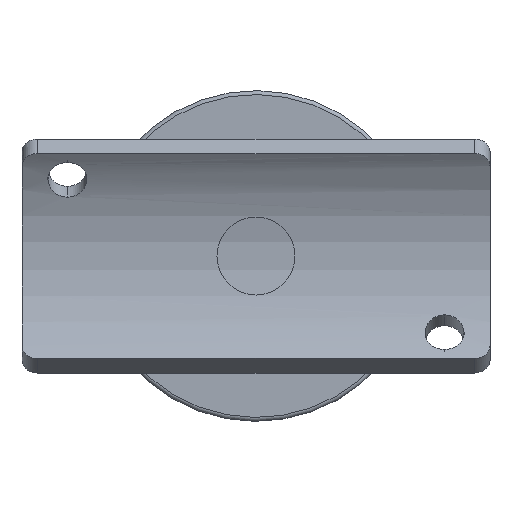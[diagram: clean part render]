
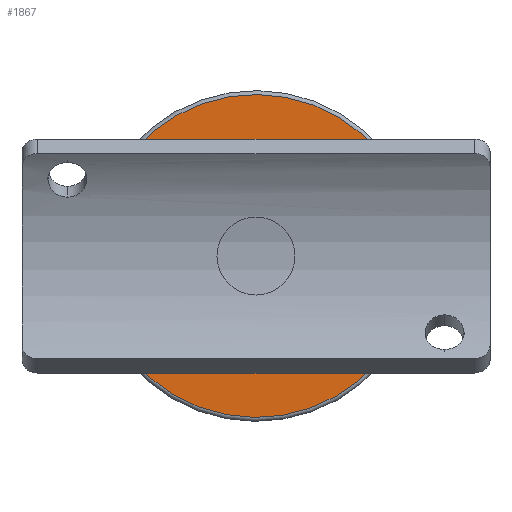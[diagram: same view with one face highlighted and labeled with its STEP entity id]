
A CAD part, left-side view. The second image highlights one B-rep face of the part: STEP entity #1867.
In plain terms, the highlighted face is planar.
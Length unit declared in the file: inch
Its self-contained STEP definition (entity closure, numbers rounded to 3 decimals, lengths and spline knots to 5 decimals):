
#20 = CARTESIAN_POINT ( 'NONE',  ( 0., 0.46396, 0.19685 ) ) ;
#96 = EDGE_CURVE ( 'NONE', #339, #1250, #1676, .T. ) ;
#119 = EDGE_CURVE ( 'NONE', #923, #1437, #435, .T. ) ;
#149 = ORIENTED_EDGE ( 'NONE', *, *, #853, .F. ) ;
#185 = EDGE_LOOP ( 'NONE', ( #1168, #456 ) ) ;
#233 = CARTESIAN_POINT ( 'NONE',  ( 0., 0.46396, -0.19685 ) ) ;
#256 = DIRECTION ( 'NONE',  ( 0., 0., 1. ) ) ;
#264 = PLANE ( 'NONE',  #463 ) ;
#301 = CARTESIAN_POINT ( 'NONE',  ( 0., 0.46396, 0. ) ) ;
#339 = VERTEX_POINT ( 'NONE', #233 ) ;
#415 = CARTESIAN_POINT ( 'NONE',  ( 0., 0.46396, 0. ) ) ;
#431 = DIRECTION ( 'NONE',  ( 0., 1., 0. ) ) ;
#435 = CIRCLE ( 'NONE', #1088, 0.81496 ) ;
#456 = ORIENTED_EDGE ( 'NONE', *, *, #119, .T. ) ;
#463 = AXIS2_PLACEMENT_3D ( 'NONE', #774, #1435, #2093 ) ;
#675 = AXIS2_PLACEMENT_3D ( 'NONE', #1310, #1623, #1967 ) ;
#744 = CIRCLE ( 'NONE', #846, 0.19685 ) ;
#774 = CARTESIAN_POINT ( 'NONE',  ( -0.19685, 0.46396, 0. ) ) ;
#846 = AXIS2_PLACEMENT_3D ( 'NONE', #415, #1074, #1214 ) ;
#853 = EDGE_CURVE ( 'NONE', #1250, #339, #744, .T. ) ;
#923 = VERTEX_POINT ( 'NONE', #1294 ) ;
#962 = DIRECTION ( 'NONE',  ( 0., 0., 1. ) ) ;
#1074 = DIRECTION ( 'NONE',  ( 0., 1., 0. ) ) ;
#1088 = AXIS2_PLACEMENT_3D ( 'NONE', #301, #1797, #962 ) ;
#1168 = ORIENTED_EDGE ( 'NONE', *, *, #1782, .T. ) ;
#1214 = DIRECTION ( 'NONE',  ( 0., 0., 1. ) ) ;
#1250 = VERTEX_POINT ( 'NONE', #20 ) ;
#1294 = CARTESIAN_POINT ( 'NONE',  ( 0., 0.46396, -0.81496 ) ) ;
#1310 = CARTESIAN_POINT ( 'NONE',  ( 0., 0.46396, 0. ) ) ;
#1322 = AXIS2_PLACEMENT_3D ( 'NONE', #1735, #431, #256 ) ;
#1435 = DIRECTION ( 'NONE',  ( 0., 1., 0. ) ) ;
#1437 = VERTEX_POINT ( 'NONE', #1926 ) ;
#1623 = DIRECTION ( 'NONE',  ( 0., 1., 0. ) ) ;
#1676 = CIRCLE ( 'NONE', #675, 0.19685 ) ;
#1733 = CIRCLE ( 'NONE', #1322, 0.81496 ) ;
#1735 = CARTESIAN_POINT ( 'NONE',  ( 0., 0.46396, 0. ) ) ;
#1761 = FACE_OUTER_BOUND ( 'NONE', #185, .T. ) ;
#1776 = ORIENTED_EDGE ( 'NONE', *, *, #96, .F. ) ;
#1782 = EDGE_CURVE ( 'NONE', #1437, #923, #1733, .T. ) ;
#1797 = DIRECTION ( 'NONE',  ( 0., 1., 0. ) ) ;
#1867 = ADVANCED_FACE ( 'NONE', ( #1761, #1923 ), #264, .T. ) ;
#1923 = FACE_BOUND ( 'NONE', #2100, .T. ) ;
#1926 = CARTESIAN_POINT ( 'NONE',  ( 0., 0.46396, 0.81496 ) ) ;
#1967 = DIRECTION ( 'NONE',  ( 0., 0., 1. ) ) ;
#2093 = DIRECTION ( 'NONE',  ( 0., 0., 1. ) ) ;
#2100 = EDGE_LOOP ( 'NONE', ( #149, #1776 ) ) ;
